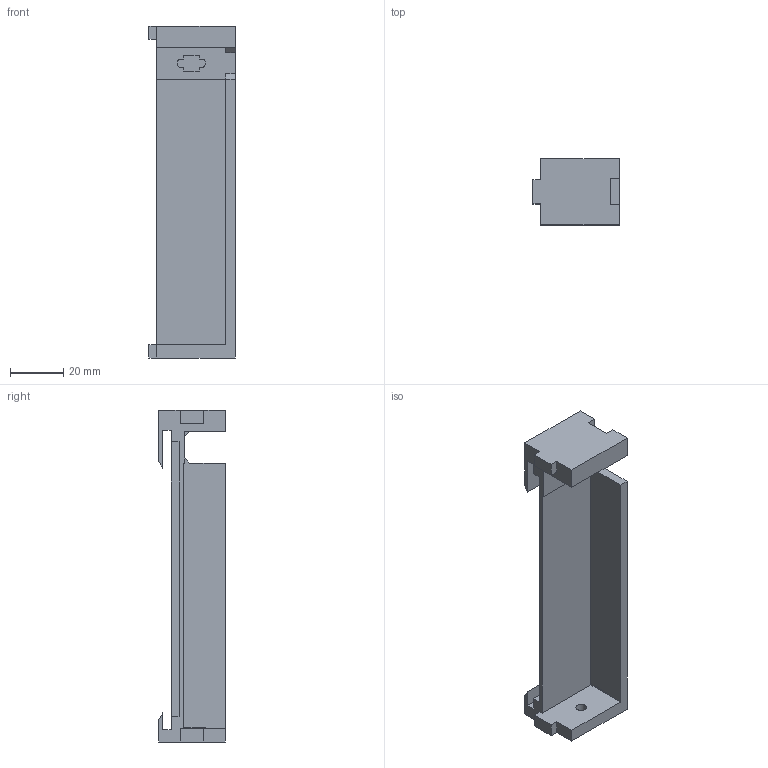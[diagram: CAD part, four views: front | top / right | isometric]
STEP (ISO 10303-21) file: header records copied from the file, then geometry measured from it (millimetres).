
FILE_DESCRIPTION(/* description */ (''),/* implementation_level */ '2;1');
FILE_NAME(/* name */ 'Key-Dual-3mm.step',/* time_stamp */ '2020-07-07T18:32:52-04:00',/* author */ (''),/* organization */ (''),/* preprocessor_version */ 'ST-DEVELOPER v18.1',/* originating_system */ 'Autodesk Translation Framework v9.3.0.1241',/* authorisation */ '');
FILE_SCHEMA (('AUTOMOTIVE_DESIGN { 1 0 10303 214 3 1 1 }'));
Length unit declared in the file: millimetre
Products named in the file (1): Key-Dual-3mm
Bounding box: 32.5 x 25 x 125 mm (x, y, z)
Volume: 22549.8 mm3; surface area: 16578.6 mm2
Topology: 1 solids, 1 shells, 74 faces, 216 edges, 144 vertices
Faces by surface type: plane 65, cylinder 9
Full cylindrical faces by diameter (mm): 4 x1
Entity records: 2459 total; most frequent: CARTESIAN_POINT 435, ORIENTED_EDGE 432, DIRECTION 384, EDGE_CURVE 216, LINE 198, VECTOR 198, VERTEX_POINT 144, AXIS2_PLACEMENT_3D 93
